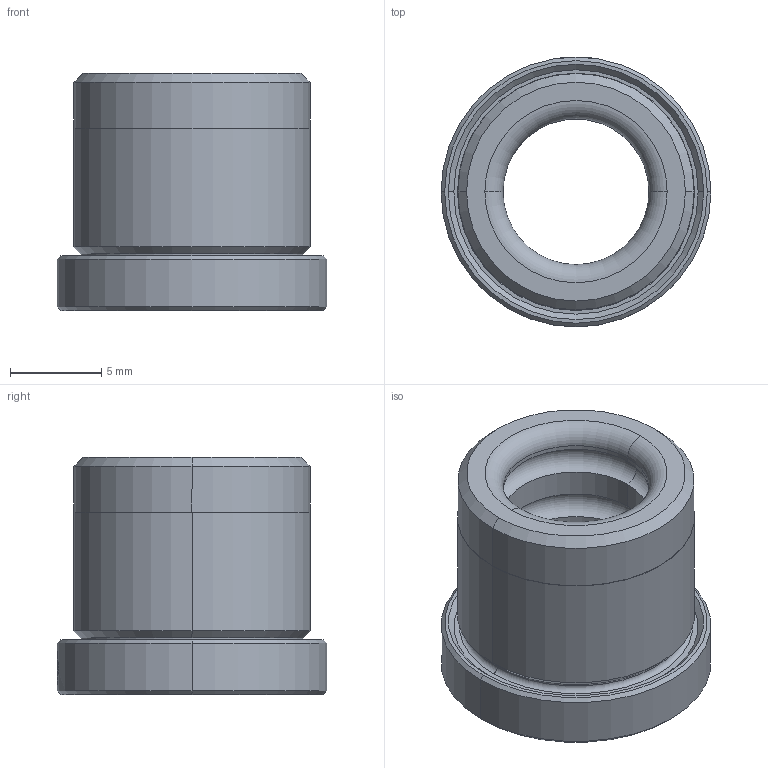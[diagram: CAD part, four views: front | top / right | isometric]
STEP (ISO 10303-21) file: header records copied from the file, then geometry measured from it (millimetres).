
FILE_DESCRIPTION (( 'STEP AP214' ), '1' );
FILE_NAME ('SGHZ-D13-d8-13.step', '2021-07-31T06:13:19', ( 'User' ), ( 'china' ), 'SwSTEP 2.0', 'SolidWorks 2016', '' );
FILE_SCHEMA (( 'AUTOMOTIVE_DESIGN' ));
Length unit declared in the file: millimetre
Products named in the file (1): SGHZ-D13-d8-13
Bounding box: 14.8 x 14.8 x 13 mm (x, y, z)
Volume: 1067.6 mm3; surface area: 1210.4 mm2
Topology: 1 solids, 1 shells, 67 faces, 148 edges, 88 vertices
Faces by surface type: cylinder 30, torus 14, plane 13, cone 10
Entity records: 2022 total; most frequent: CARTESIAN_POINT 504, DIRECTION 330, ORIENTED_EDGE 296, EDGE_CURVE 148, AXIS2_PLACEMENT_3D 138, VERTEX_POINT 88, EDGE_LOOP 74, CIRCLE 70
